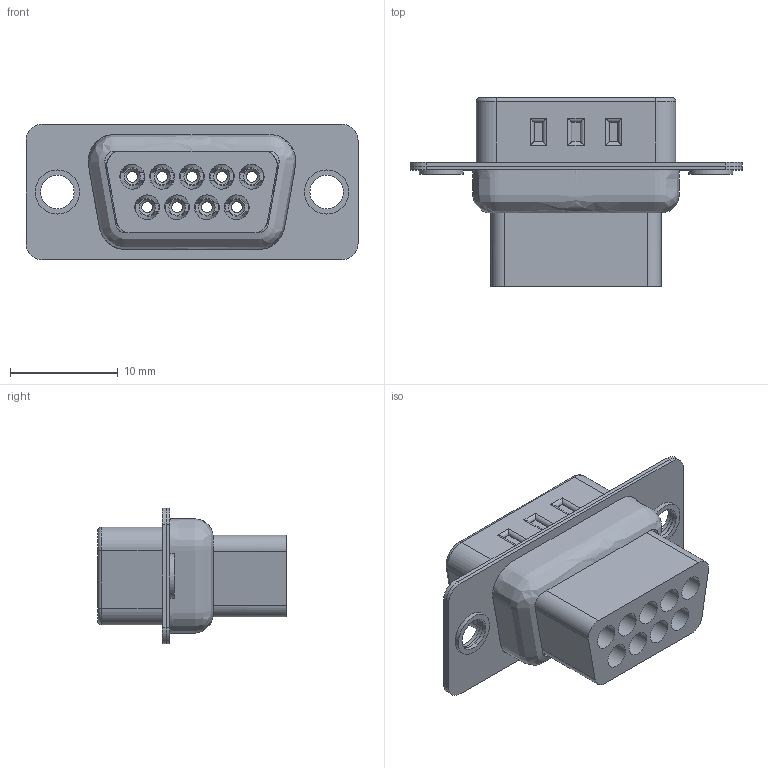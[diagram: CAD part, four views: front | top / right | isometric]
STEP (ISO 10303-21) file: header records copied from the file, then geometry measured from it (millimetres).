
FILE_DESCRIPTION(/* description */ ('Unknown'),/* implementation_level */ '2;1');
FILE_NAME(/* name */ '618009217122',/* time_stamp */ '2018-10-17T14:42:44+02:00',/* author */ ('Unknown'),/* organization */ ('Unknown'),/* preprocessor_version */ 'ST-DEVELOPER v16.7',/* originating_system */ 'DEX',/* authorisation */ $);
FILE_SCHEMA (('AUTOMOTIVE_DESIGN {1 0 10303 214 3 1 1}'));
Length unit declared in the file: millimetre
Products named in the file (5): 6180xx217122; 618009217122_ARRIERE_INTER; 618009217122_AVANT_INTER; 618009217122_FACADE; 618009217122_ARRIERE
Assembly tree (4 placements, depth 2):
  6180xx217122
    618009217122_ARRIERE_INTER
    618009217122_AVANT_INTER
    618009217122_FACADE
    618009217122_ARRIERE
Bounding box: 30.81 x 17.5 x 12.55 mm (x, y, z)
Volume: 1347.4 mm3; surface area: 4100.5 mm2
Topology: 4 solids, 4 shells, 457 faces, 1111 edges, 689 vertices
Faces by surface type: plane 200, cylinder 176, cone 58, torus 12, bspline 11
Full cylindrical faces by diameter (mm): 1 x9, 2.2 x9, 2.3 x9, 3.1 x2, 3.2 x4, 4.1 x2
Entity records: 18958 total; most frequent: CARTESIAN_POINT 8459, DIRECTION 2162, ORIENTED_EDGE 2060, EDGE_CURVE 1030, AXIS2_PLACEMENT_3D 819, VERTEX_POINT 664, EDGE_LOOP 588, FACE_BOUND 588
